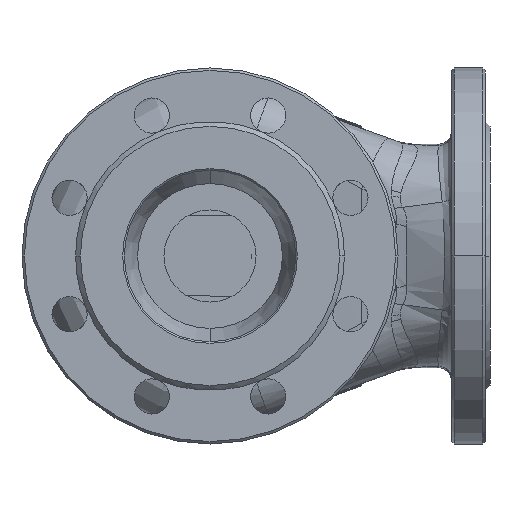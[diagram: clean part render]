
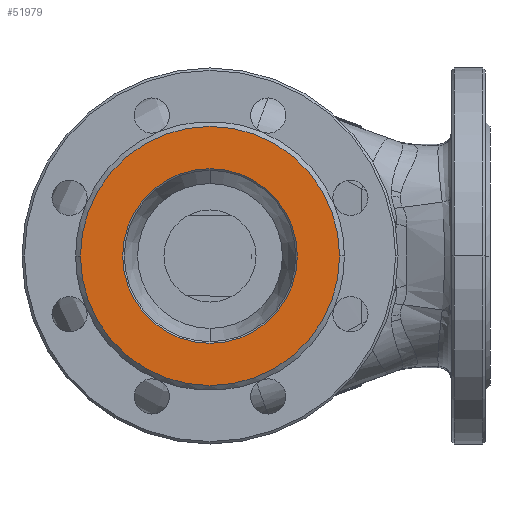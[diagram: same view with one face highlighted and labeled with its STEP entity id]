
A CAD part, front view. The second image highlights one B-rep face of the part: STEP entity #51979.
In plain terms, the highlighted planar face has unit normal (0, -1, 0).
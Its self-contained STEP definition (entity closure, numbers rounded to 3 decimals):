
#522 = CARTESIAN_POINT ( 'NONE',  ( -81., -109.39, 0. ) ) ;
#1500 = DIRECTION ( 'NONE',  ( 0., 0., -1. ) ) ;
#1613 = VERTEX_POINT ( 'NONE', #522 ) ;
#7947 = DIRECTION ( 'NONE',  ( 0., 1., 0. ) ) ;
#11527 = CARTESIAN_POINT ( 'NONE',  ( 0., -109.39, 0. ) ) ;
#12287 = CARTESIAN_POINT ( 'NONE',  ( 0., -109.39, 0. ) ) ;
#13878 = EDGE_CURVE ( 'NONE', #1613, #47981, #65187, .T. ) ;
#14080 = CARTESIAN_POINT ( 'NONE',  ( 0., -109.39, 0. ) ) ;
#14091 = AXIS2_PLACEMENT_3D ( 'NONE', #14080, #55056, #19989 ) ;
#14817 = AXIS2_PLACEMENT_3D ( 'NONE', #11527, #52520, #17416 ) ;
#17416 = DIRECTION ( 'NONE',  ( -1., 0., 0. ) ) ;
#18166 = DIRECTION ( 'NONE',  ( 0., 0., -1. ) ) ;
#19989 = DIRECTION ( 'NONE',  ( -1., 0., 0. ) ) ;
#20404 = VERTEX_POINT ( 'NONE', #53596 ) ;
#27921 = CARTESIAN_POINT ( 'NONE',  ( 81., -109.39, 0. ) ) ;
#28771 = CIRCLE ( 'NONE', #73779, 54.55 ) ;
#28794 = EDGE_CURVE ( 'NONE', #20404, #34435, #74099, .T. ) ;
#29519 = ORIENTED_EDGE ( 'NONE', *, *, #67749, .F. ) ;
#32981 = EDGE_LOOP ( 'NONE', ( #63266, #29519 ) ) ;
#33088 = AXIS2_PLACEMENT_3D ( 'NONE', #43055, #7947, #48944 ) ;
#34435 = VERTEX_POINT ( 'NONE', #48234 ) ;
#36573 = DIRECTION ( 'NONE',  ( 0., 1., 0. ) ) ;
#37020 = FACE_OUTER_BOUND ( 'NONE', #32981, .T. ) ;
#43055 = CARTESIAN_POINT ( 'NONE',  ( 0., -109.39, 0. ) ) ;
#47981 = VERTEX_POINT ( 'NONE', #27921 ) ;
#48234 = CARTESIAN_POINT ( 'NONE',  ( 0., -109.39, 54.55 ) ) ;
#48944 = DIRECTION ( 'NONE',  ( -1., 0., 0. ) ) ;
#51979 = ADVANCED_FACE ( 'NONE', ( #66368, #37020 ), #60196, .F. ) ;
#52520 = DIRECTION ( 'NONE',  ( 0., 1., 0. ) ) ;
#53270 = DIRECTION ( 'NONE',  ( 0., 1., 0. ) ) ;
#53596 = CARTESIAN_POINT ( 'NONE',  ( 0., -109.39, -54.55 ) ) ;
#55056 = DIRECTION ( 'NONE',  ( 0., 1., 0. ) ) ;
#57254 = AXIS2_PLACEMENT_3D ( 'NONE', #71693, #36573, #1500 ) ;
#60196 = PLANE ( 'NONE',  #33088 ) ;
#61549 = ORIENTED_EDGE ( 'NONE', *, *, #75041, .T. ) ;
#63266 = ORIENTED_EDGE ( 'NONE', *, *, #13878, .F. ) ;
#65187 = CIRCLE ( 'NONE', #14817, 81. ) ;
#66368 = FACE_BOUND ( 'NONE', #69739, .T. ) ;
#67749 = EDGE_CURVE ( 'NONE', #47981, #1613, #67802, .T. ) ;
#67802 = CIRCLE ( 'NONE', #14091, 81. ) ;
#69739 = EDGE_LOOP ( 'NONE', ( #61549, #71314 ) ) ;
#71314 = ORIENTED_EDGE ( 'NONE', *, *, #28794, .T. ) ;
#71693 = CARTESIAN_POINT ( 'NONE',  ( 0., -109.39, 0. ) ) ;
#73779 = AXIS2_PLACEMENT_3D ( 'NONE', #12287, #53270, #18166 ) ;
#74099 = CIRCLE ( 'NONE', #57254, 54.55 ) ;
#75041 = EDGE_CURVE ( 'NONE', #34435, #20404, #28771, .T. ) ;
